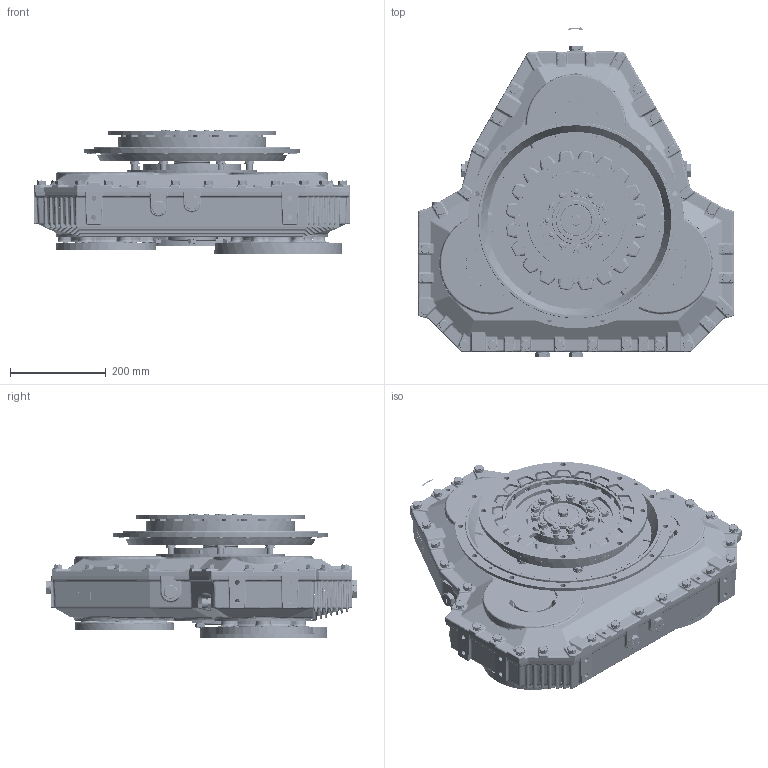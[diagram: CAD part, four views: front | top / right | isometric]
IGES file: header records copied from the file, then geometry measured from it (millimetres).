
Start section: SolidWorks IGES file using analytic representation for surfaces
Global section: file name: 1029025P.igs; native system: SolidWorks 2015; preprocessor: SolidWorks 2015; author: smtservice; date: 190523.112308; units: millimetre
Bounding box: 660 x 690.04 x 261.2 mm (x, y, z)
Surface area: 2968554.7 mm2 (no closed solid volume)
Topology: 0 solids, 0 shells, 9956 faces, 146037 edges, 144558 vertices
Faces by surface type: bspline 6554, revolution 3402
